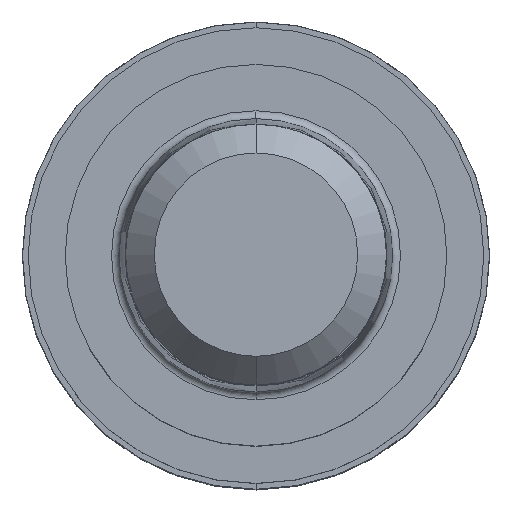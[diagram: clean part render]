
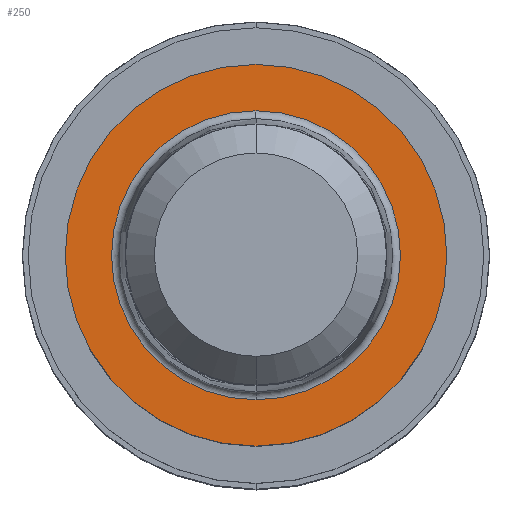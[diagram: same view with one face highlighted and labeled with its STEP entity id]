
A CAD part, top view. The second image highlights one B-rep face of the part: STEP entity #250.
In plain terms, the highlighted planar face has unit normal (0, 0, 1).
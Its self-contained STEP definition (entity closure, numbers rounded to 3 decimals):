
#168=EDGE_CURVE('',#378,#366,#457,.T.);
#176=VERTEX_POINT('',#466);
#232=EDGE_CURVE('',#300,#176,#529,.T.);
#250=ADVANCED_FACE('',(#548,#549),#550,.T.);
#300=VERTEX_POINT('',#606);
#310=EDGE_CURVE('',#366,#378,#616,.T.);
#366=VERTEX_POINT('',#679);
#378=VERTEX_POINT('',#692);
#398=EDGE_CURVE('',#176,#300,#715,.T.);
#457=CIRCLE('',#777,4.9);
#466=CARTESIAN_POINT('',(0.,-3.71,0.01));
#529=CIRCLE('',#871,3.71);
#548=FACE_OUTER_BOUND('',#894,.T.);
#549=FACE_BOUND('',#895,.T.);
#550=PLANE('',#896);
#606=CARTESIAN_POINT('',(0.0,3.71,0.01));
#616=CIRCLE('',#980,4.9);
#679=CARTESIAN_POINT('',(0.,-4.9,0.01));
#692=CARTESIAN_POINT('',(0.0,4.9,0.01));
#715=CIRCLE('',#1105,3.71);
#777=AXIS2_PLACEMENT_3D('',#1164,#1165,#1166);
#871=AXIS2_PLACEMENT_3D('',#1255,#1256,#1257);
#894=EDGE_LOOP('',(#1279,#1280));
#895=EDGE_LOOP('',(#1281,#1282));
#896=AXIS2_PLACEMENT_3D('',#1283,#1284,#1285);
#980=AXIS2_PLACEMENT_3D('',#1359,#1360,#1361);
#1105=AXIS2_PLACEMENT_3D('',#1479,#1480,#1481);
#1164=CARTESIAN_POINT('',(0.0,0.0,0.01));
#1165=DIRECTION('',(0.0,0.0,-1.0));
#1166=DIRECTION('',(0.0,1.0,0.0));
#1255=CARTESIAN_POINT('',(0.0,0.0,0.01));
#1256=DIRECTION('',(0.0,0.0,-1.0));
#1257=DIRECTION('',(0.0,1.0,0.0));
#1279=ORIENTED_EDGE('',*,*,#168,.F.);
#1280=ORIENTED_EDGE('',*,*,#310,.F.);
#1281=ORIENTED_EDGE('',*,*,#232,.T.);
#1282=ORIENTED_EDGE('',*,*,#398,.T.);
#1283=CARTESIAN_POINT('',(0.0,2.45,0.01));
#1284=DIRECTION('',(-0.0,0.0,1.0));
#1285=DIRECTION('',(0.0,-1.0,0.0));
#1359=CARTESIAN_POINT('',(0.0,0.0,0.01));
#1360=DIRECTION('',(0.0,0.0,-1.0));
#1361=DIRECTION('',(0.0,1.0,0.0));
#1479=CARTESIAN_POINT('',(0.0,0.0,0.01));
#1480=DIRECTION('',(0.0,0.0,-1.0));
#1481=DIRECTION('',(0.0,1.0,0.0));
